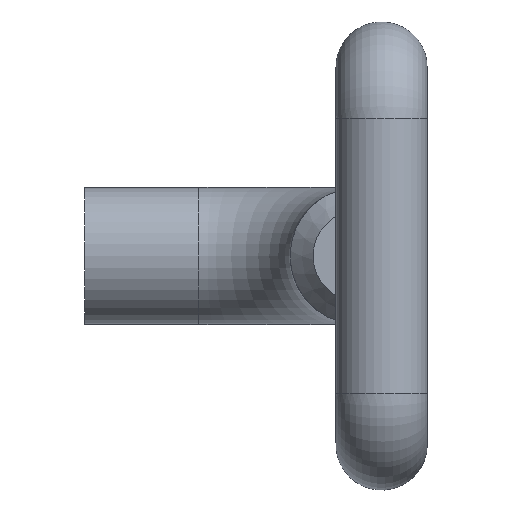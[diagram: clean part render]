
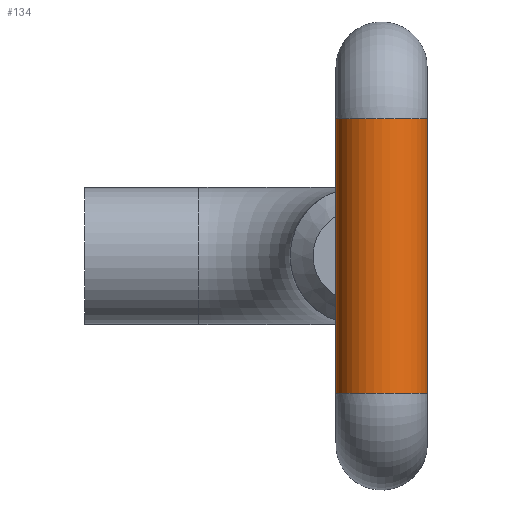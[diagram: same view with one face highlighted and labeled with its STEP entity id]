
A CAD part, left-side view. The second image highlights one B-rep face of the part: STEP entity #134.
In plain terms, the highlighted cylindrical face has radius 4 mm (diameter 8 mm), a partial arc.
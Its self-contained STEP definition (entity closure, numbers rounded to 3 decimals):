
#134 = ADVANCED_FACE( '', ( #245 ), #246, .T. );
#245 = FACE_OUTER_BOUND( '', #336, .T. );
#246 = CYLINDRICAL_SURFACE( '', #337, 4. );
#336 = EDGE_LOOP( '', ( #540, #541, #542, #543 ) );
#337 = AXIS2_PLACEMENT_3D( '', #544, #545, #546 );
#540 = ORIENTED_EDGE( '', *, *, #615, .F. );
#541 = ORIENTED_EDGE( '', *, *, #586, .T. );
#542 = ORIENTED_EDGE( '', *, *, #643, .T. );
#543 = ORIENTED_EDGE( '', *, *, #634, .F. );
#544 = CARTESIAN_POINT( '', ( 4., 4., 12. ) );
#545 = DIRECTION( '', ( 0., 0., 1. ) );
#546 = DIRECTION( '', ( -1., 0., 0. ) );
#586 = EDGE_CURVE( '', #688, #686, #689, .T. );
#615 = EDGE_CURVE( '', #688, #734, #735, .F. );
#634 = EDGE_CURVE( '', #734, #749, #760, .T. );
#643 = EDGE_CURVE( '', #686, #749, #771, .T. );
#686 = VERTEX_POINT( '', #851 );
#688 = VERTEX_POINT( '', #876 );
#689 = CIRCLE( '', #877, 4. );
#734 = VERTEX_POINT( '', #984 );
#735 = LINE( '', #985, #986 );
#749 = VERTEX_POINT( '', #1016 );
#760 = CIRCLE( '', #1055, 4. );
#771 = LINE( '', #1083, #1084 );
#851 = CARTESIAN_POINT( '', ( 4., 0., -12. ) );
#876 = CARTESIAN_POINT( '', ( 8., 4., -12. ) );
#877 = AXIS2_PLACEMENT_3D( '', #1144, #1145, #1146 );
#984 = CARTESIAN_POINT( '', ( 8., 4., 12. ) );
#985 = CARTESIAN_POINT( '', ( 8., 4., 12. ) );
#986 = VECTOR( '', #1179, 1000. );
#1016 = CARTESIAN_POINT( '', ( 4., 0., 12. ) );
#1055 = AXIS2_PLACEMENT_3D( '', #1201, #1202, #1203 );
#1083 = CARTESIAN_POINT( '', ( 4., 0., -12. ) );
#1084 = VECTOR( '', #1211, 1000. );
#1144 = CARTESIAN_POINT( '', ( 4., 4., -12. ) );
#1145 = DIRECTION( '', ( 0., 0., 1. ) );
#1146 = DIRECTION( '', ( 1., 0., 0. ) );
#1179 = DIRECTION( '', ( 0., 0., -1. ) );
#1201 = CARTESIAN_POINT( '', ( 4., 4., 12. ) );
#1202 = DIRECTION( '', ( 0., 0., 1. ) );
#1203 = DIRECTION( '', ( 1., 0., 0. ) );
#1211 = DIRECTION( '', ( 0., 0., 1. ) );
